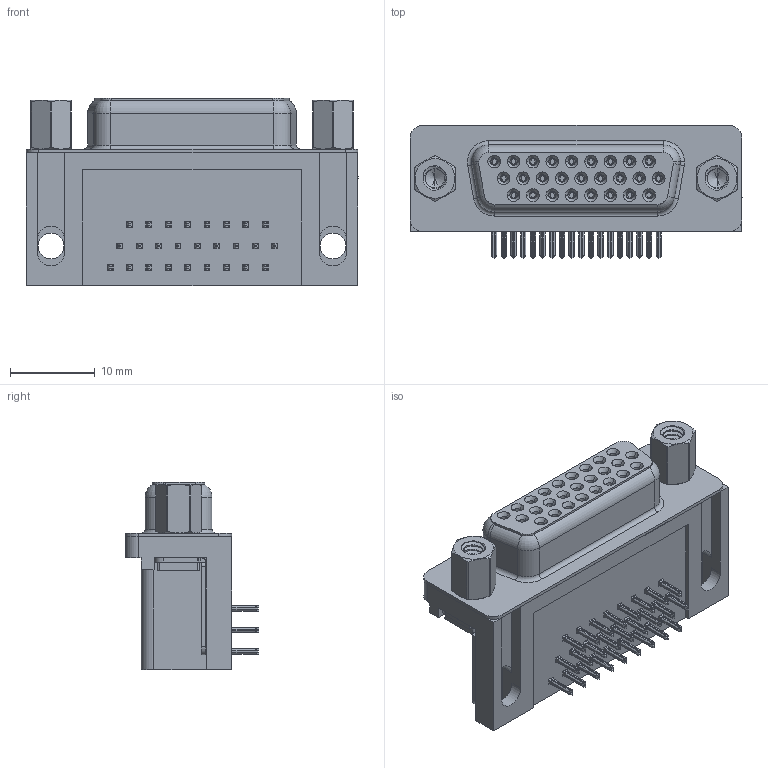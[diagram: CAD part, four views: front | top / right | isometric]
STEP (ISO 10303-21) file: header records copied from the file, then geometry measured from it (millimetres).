
FILE_DESCRIPTION (( 'STEP AP203' ), '1' );
FILE_NAME ('634-026-263-013.STEP', '2018-08-18T02:11:51', ( '' ), ( '' ), 'SwSTEP 2.0', 'SolidWorks 2016', '' );
FILE_SCHEMA (( 'CONFIG_CONTROL_DESIGN' ));
Length unit declared in the file: millimetre
Products named in the file (9): Contact Bottom; Contact Middle; Contact Top; Thru Hole Board Mount; 4-40 Threaded Rivet; 4-40 Hex Standoff; 634-026-263-013; 634 Housing_26 Socket; 634 Shell_26 Socket
Assembly tree (34 placements, depth 2):
  634-026-263-013
    634 Housing_26 Socket
    634 Shell_26 Socket
    Contact Bottom  x8
    Contact Middle  x9
    Contact Top  x9
    Thru Hole Board Mount  x2
    4-40 Threaded Rivet  x2
    4-40 Hex Standoff  x2
Bounding box: 39.22 x 15.73 x 22.1 mm (x, y, z)
Volume: 6566.5 mm3; surface area: 9520.5 mm2
Topology: 34 solids, 34 shells, 4099 faces, 10788 edges, 6782 vertices
Faces by surface type: plane 1791, cylinder 1002, bspline 922, cone 346, torus 38
Entity records: 40954 total; most frequent: CARTESIAN_POINT 15058, ORIENTED_EDGE 5280, DIRECTION 4601, EDGE_CURVE 2640, VERTEX_POINT 1684, VECTOR 1625, LINE 1625, AXIS2_PLACEMENT_3D 1488
